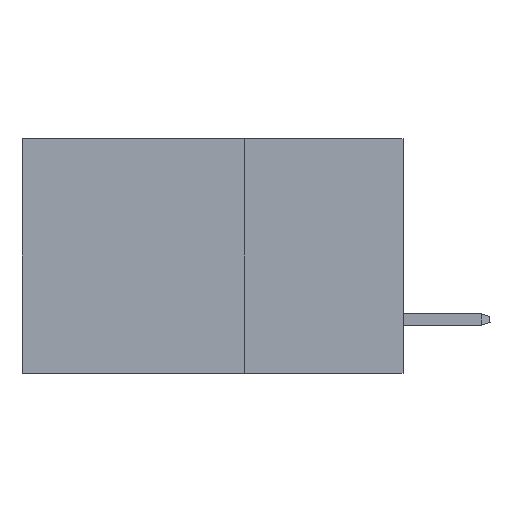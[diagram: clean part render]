
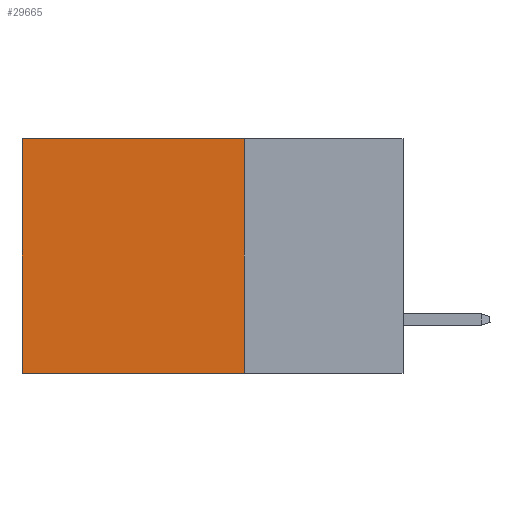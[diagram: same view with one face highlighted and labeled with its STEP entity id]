
A CAD part, left-side view. The second image highlights one B-rep face of the part: STEP entity #29665.
In plain terms, the highlighted planar face has unit normal (-1, 0, 0).
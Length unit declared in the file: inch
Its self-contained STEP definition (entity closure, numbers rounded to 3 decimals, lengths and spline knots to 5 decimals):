
#1247 = CARTESIAN_POINT ( 'NONE',  ( 0.2875, 0.25, 0. ) ) ;
#1442 = DIRECTION ( 'NONE',  ( 1., 0., 0. ) ) ;
#2249 = ORIENTED_EDGE ( 'NONE', *, *, #34810, .F. ) ;
#4864 = CARTESIAN_POINT ( 'NONE',  ( 0.2875, 0.6, 0. ) ) ;
#5007 = DIRECTION ( 'NONE',  ( 0., 0., -1. ) ) ;
#5547 = CARTESIAN_POINT ( 'NONE',  ( 0.2875, 0.25, 0. ) ) ;
#6598 = CARTESIAN_POINT ( 'NONE',  ( 0.2875, 0.6, 0. ) ) ;
#6665 = VECTOR ( 'NONE', #13318, 39.37008 ) ;
#7715 = VECTOR ( 'NONE', #5007, 39.37008 ) ;
#8161 = VERTEX_POINT ( 'NONE', #30969 ) ;
#8549 = VECTOR ( 'NONE', #38744, 39.37008 ) ;
#9517 = AXIS2_PLACEMENT_3D ( 'NONE', #1247, #1442, #25355 ) ;
#11323 = LINE ( 'NONE', #32074, #7715 ) ;
#13300 = FACE_OUTER_BOUND ( 'NONE', #36676, .T. ) ;
#13318 = DIRECTION ( 'NONE',  ( 0., 1., 0. ) ) ;
#14638 = VERTEX_POINT ( 'NONE', #4864 ) ;
#15117 = EDGE_CURVE ( 'NONE', #8161, #15118, #11323, .T. ) ;
#15118 = VERTEX_POINT ( 'NONE', #34655 ) ;
#16293 = LINE ( 'NONE', #31687, #6665 ) ;
#17468 = EDGE_CURVE ( 'NONE', #14638, #24904, #33667, .T. ) ;
#18659 = DIRECTION ( 'NONE',  ( 0., 0., -1. ) ) ;
#21611 = VECTOR ( 'NONE', #18659, 39.37008 ) ;
#22881 = ORIENTED_EDGE ( 'NONE', *, *, #34253, .T. ) ;
#24904 = VERTEX_POINT ( 'NONE', #37701 ) ;
#25355 = DIRECTION ( 'NONE',  ( 0., 0., -1. ) ) ;
#28331 = PLANE ( 'NONE',  #9517 ) ;
#29665 = ADVANCED_FACE ( 'NONE', ( #13300 ), #28331, .F. ) ;
#30969 = CARTESIAN_POINT ( 'NONE',  ( 0.2875, 0.25, 0. ) ) ;
#31687 = CARTESIAN_POINT ( 'NONE',  ( 0.2875, 0.25, -0.37 ) ) ;
#32074 = CARTESIAN_POINT ( 'NONE',  ( 0.2875, 0.25, 0. ) ) ;
#33667 = LINE ( 'NONE', #6598, #21611 ) ;
#34253 = EDGE_CURVE ( 'NONE', #8161, #14638, #35788, .T. ) ;
#34540 = ORIENTED_EDGE ( 'NONE', *, *, #15117, .F. ) ;
#34655 = CARTESIAN_POINT ( 'NONE',  ( 0.2875, 0.25, -0.37 ) ) ;
#34810 = EDGE_CURVE ( 'NONE', #15118, #24904, #16293, .T. ) ;
#35788 = LINE ( 'NONE', #5547, #8549 ) ;
#36676 = EDGE_LOOP ( 'NONE', ( #36891, #2249, #34540, #22881 ) ) ;
#36891 = ORIENTED_EDGE ( 'NONE', *, *, #17468, .T. ) ;
#37701 = CARTESIAN_POINT ( 'NONE',  ( 0.2875, 0.6, -0.37 ) ) ;
#38744 = DIRECTION ( 'NONE',  ( 0., 1., 0. ) ) ;
